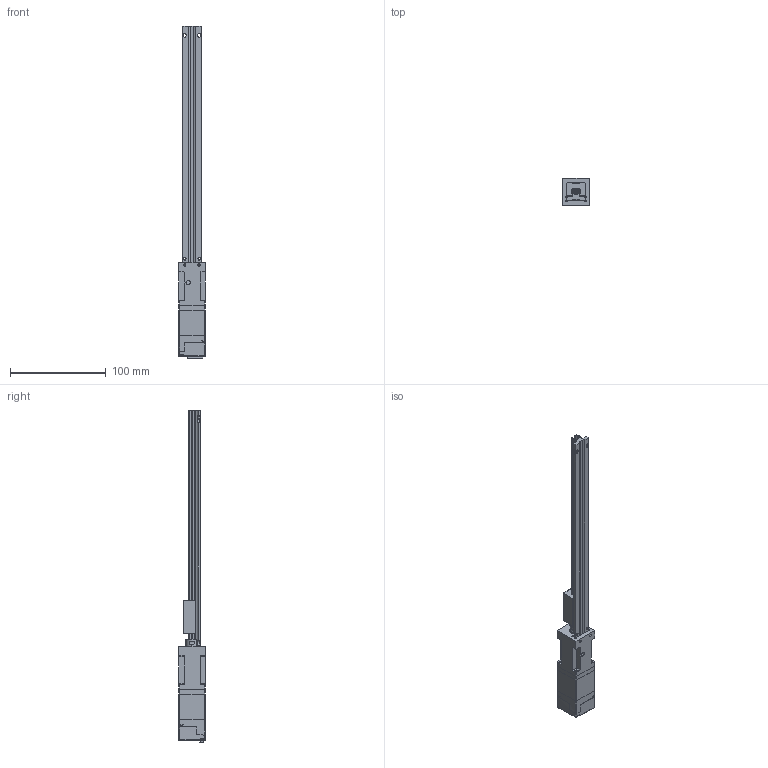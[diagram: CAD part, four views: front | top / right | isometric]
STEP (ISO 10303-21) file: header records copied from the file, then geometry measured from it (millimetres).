
FILE_DESCRIPTION (( 'STEP AP214' ), '1' );
FILE_NAME ('ST20EX20-1Q2R.STEP', '2023-11-08T03:44:47', ( '' ), ( '' ), 'SwSTEP 2.0', 'SolidWorks 2020', '' );
FILE_SCHEMA (( 'AUTOMOTIVE_DESIGN' ));
Length unit declared in the file: millimetre
Products named in the file (4): ST20EX20-1Q2R; 01-TSM+RGS法蘭座R1; AMETEK-RGS04KR-A00-0025-08_00-001-0000-00_200mm; TSM11Q-2RM-3D-
Assembly tree (3 placements, depth 2):
  ST20EX20-1Q2R
    TSM11Q-2RM-3D-
    01-TSM+RGS法蘭座R1
    AMETEK-RGS04KR-A00-0025-08_00-001-0000-00_200mm
Bounding box: 28.03 x 28 x 346.17 mm (x, y, z)
Volume: 56942.8 mm3; surface area: 55328.7 mm2
Topology: 27 solids, 35 shells, 1160 faces, 3183 edges, 2041 vertices
Faces by surface type: plane 513, cylinder 436, cone 131, bspline 48, torus 28, sphere 4
Entity records: 49483 total; most frequent: CARTESIAN_POINT 13179, ORIENTED_EDGE 5990, DIRECTION 4981, EDGE_CURVE 3119, VERTEX_POINT 2041, AXIS2_PLACEMENT_3D 1870, EDGE_LOOP 1251, LINE 1241
